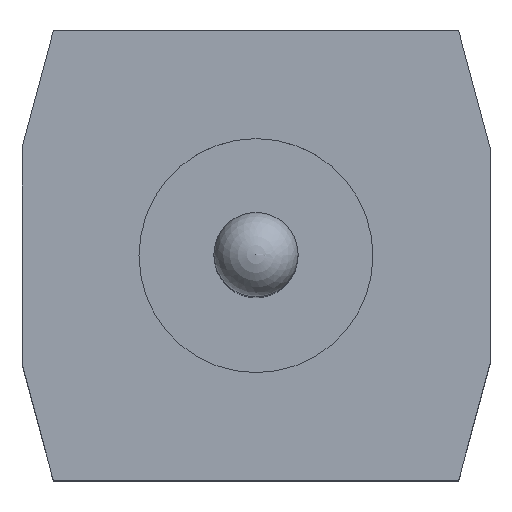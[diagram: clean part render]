
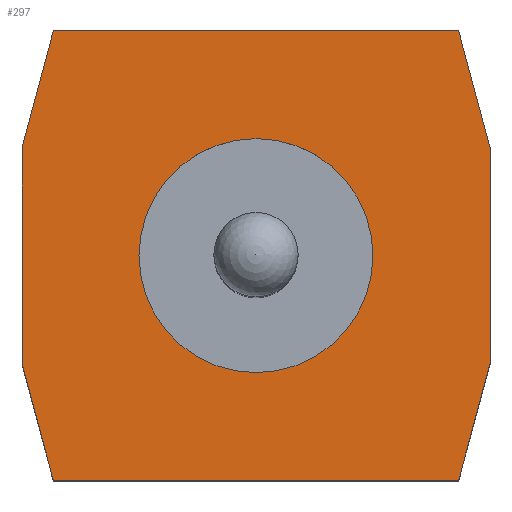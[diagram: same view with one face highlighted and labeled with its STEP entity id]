
A CAD part, top view. The second image highlights one B-rep face of the part: STEP entity #297.
In plain terms, the highlighted planar face has unit normal (0, 0, 1).
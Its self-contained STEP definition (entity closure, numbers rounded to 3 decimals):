
#32 = VERTEX_POINT('',#33);
#33 = CARTESIAN_POINT('',(-1.27,-0.584,5.44));
#39 = EDGE_CURVE('',#40,#32,#42,.T.);
#40 = VERTEX_POINT('',#41);
#41 = CARTESIAN_POINT('',(-1.27,0.584,5.44));
#42 = LINE('',#43,#44);
#43 = CARTESIAN_POINT('',(-1.27,0.584,5.44));
#44 = VECTOR('',#45,1.);
#45 = DIRECTION('',(0.,-1.,0.));
#70 = VERTEX_POINT('',#71);
#71 = CARTESIAN_POINT('',(-1.1,-1.219,5.44));
#77 = EDGE_CURVE('',#32,#70,#78,.T.);
#78 = LINE('',#79,#80);
#79 = CARTESIAN_POINT('',(-1.27,-0.584,5.44));
#80 = VECTOR('',#81,1.);
#81 = DIRECTION('',(0.259,-0.966,0.)
  );
#101 = VERTEX_POINT('',#102);
#102 = CARTESIAN_POINT('',(1.1,-1.219,5.44));
#108 = EDGE_CURVE('',#70,#101,#109,.T.);
#109 = LINE('',#110,#111);
#110 = CARTESIAN_POINT('',(-1.1,-1.219,5.44));
#111 = VECTOR('',#112,1.);
#112 = DIRECTION('',(1.,0.,0.));
#132 = VERTEX_POINT('',#133);
#133 = CARTESIAN_POINT('',(1.27,-0.584,5.44));
#139 = EDGE_CURVE('',#101,#132,#140,.T.);
#140 = LINE('',#141,#142);
#141 = CARTESIAN_POINT('',(1.1,-1.219,5.44));
#142 = VECTOR('',#143,1.);
#143 = DIRECTION('',(0.259,0.966,0.));
#163 = VERTEX_POINT('',#164);
#164 = CARTESIAN_POINT('',(1.27,0.584,5.44));
#170 = EDGE_CURVE('',#132,#163,#171,.T.);
#171 = LINE('',#172,#173);
#172 = CARTESIAN_POINT('',(1.27,-0.584,5.44));
#173 = VECTOR('',#174,1.);
#174 = DIRECTION('',(0.,1.,0.));
#194 = VERTEX_POINT('',#195);
#195 = CARTESIAN_POINT('',(1.1,1.219,5.44));
#201 = EDGE_CURVE('',#163,#194,#202,.T.);
#202 = LINE('',#203,#204);
#203 = CARTESIAN_POINT('',(1.27,0.584,5.44));
#204 = VECTOR('',#205,1.);
#205 = DIRECTION('',(-0.259,0.966,0.)
  );
#225 = VERTEX_POINT('',#226);
#226 = CARTESIAN_POINT('',(-1.1,1.219,5.44));
#232 = EDGE_CURVE('',#194,#225,#233,.T.);
#233 = LINE('',#234,#235);
#234 = CARTESIAN_POINT('',(1.1,1.219,5.44));
#235 = VECTOR('',#236,1.);
#236 = DIRECTION('',(-1.,-0.,0.));
#247 = EDGE_CURVE('',#248,#248,#250,.T.);
#248 = VERTEX_POINT('',#249);
#249 = CARTESIAN_POINT('',(0.635,0.,5.44));
#250 = CIRCLE('',#251,0.635);
#251 = AXIS2_PLACEMENT_3D('',#252,#253,#254);
#252 = CARTESIAN_POINT('',(0.,0.,5.44));
#253 = DIRECTION('',(0.,0.,1.));
#254 = DIRECTION('',(1.,0.,0.));
#286 = EDGE_CURVE('',#225,#40,#287,.T.);
#287 = LINE('',#288,#289);
#288 = CARTESIAN_POINT('',(-1.1,1.219,5.44));
#289 = VECTOR('',#290,1.);
#290 = DIRECTION('',(-0.259,-0.966,0.
    ));
#297 = ADVANCED_FACE('',(#298,#301),#311,.T.);
#298 = FACE_BOUND('',#299,.T.);
#299 = EDGE_LOOP('',(#300));
#300 = ORIENTED_EDGE('',*,*,#247,.F.);
#301 = FACE_BOUND('',#302,.T.);
#302 = EDGE_LOOP('',(#303,#304,#305,#306,#307,#308,#309,#310));
#303 = ORIENTED_EDGE('',*,*,#39,.T.);
#304 = ORIENTED_EDGE('',*,*,#77,.T.);
#305 = ORIENTED_EDGE('',*,*,#108,.T.);
#306 = ORIENTED_EDGE('',*,*,#139,.T.);
#307 = ORIENTED_EDGE('',*,*,#170,.T.);
#308 = ORIENTED_EDGE('',*,*,#201,.T.);
#309 = ORIENTED_EDGE('',*,*,#232,.T.);
#310 = ORIENTED_EDGE('',*,*,#286,.T.);
#311 = PLANE('',#312);
#312 = AXIS2_PLACEMENT_3D('',#313,#314,#315);
#313 = CARTESIAN_POINT('',(-1.27,0.,5.44));
#314 = DIRECTION('',(0.,0.,1.));
#315 = DIRECTION('',(0.,-1.,0.));
